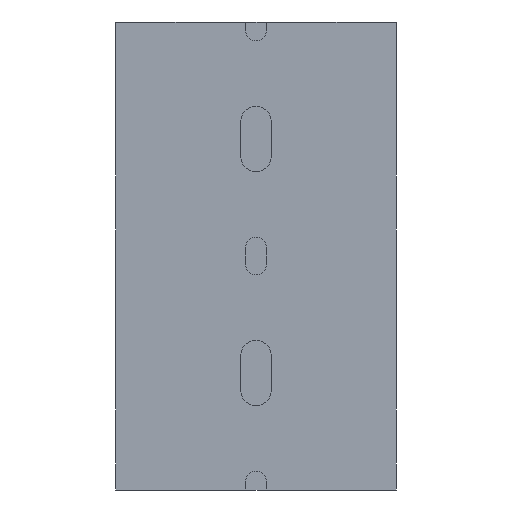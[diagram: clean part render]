
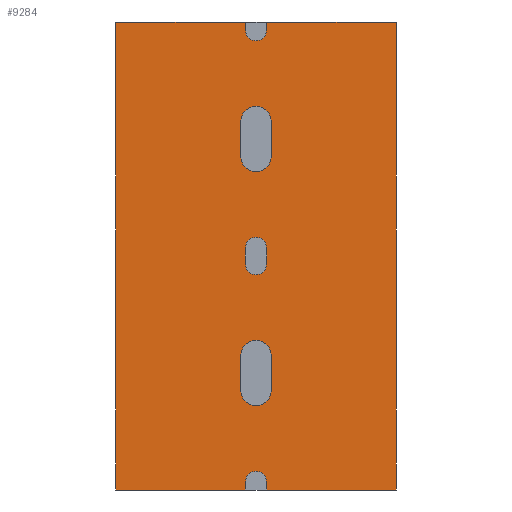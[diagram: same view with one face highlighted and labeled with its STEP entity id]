
A CAD part, front view. The second image highlights one B-rep face of the part: STEP entity #9284.
In plain terms, the highlighted planar face has unit normal (0, -1, 0).
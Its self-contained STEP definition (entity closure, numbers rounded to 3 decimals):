
#30=FACE_BOUND('',#1628,.T.);
#31=FACE_BOUND('',#1629,.T.);
#32=FACE_BOUND('',#1630,.T.);
#678=CIRCLE('',#10126,3.25);
#680=CIRCLE('',#10130,3.25);
#682=CIRCLE('',#10135,2.25);
#685=CIRCLE('',#10141,3.25);
#687=CIRCLE('',#10145,3.25);
#689=CIRCLE('',#10149,2.25);
#691=CIRCLE('',#10154,2.25);
#693=CIRCLE('',#10158,2.25);
#1156=FACE_OUTER_BOUND('',#1627,.T.);
#1627=EDGE_LOOP('',(#8389,#8390,#8391,#8392,#8393,#8394,#8395,#8396,#8397,
#8398,#8399,#8400));
#1628=EDGE_LOOP('',(#8401,#8402,#8403,#8404));
#1629=EDGE_LOOP('',(#8405,#8406,#8407,#8408));
#1630=EDGE_LOOP('',(#8409,#8410,#8411,#8412));
#2112=LINE('',#15196,#3020);
#2246=LINE('',#15481,#3154);
#2437=LINE('',#16063,#3345);
#2441=LINE('',#16073,#3349);
#2445=LINE('',#16085,#3353);
#2449=LINE('',#16095,#3357);
#2451=LINE('',#16101,#3359);
#2454=LINE('',#16109,#3362);
#2462=LINE('',#16128,#3370);
#2466=LINE('',#16140,#3374);
#2471=LINE('',#16153,#3379);
#2473=LINE('',#16161,#3381);
#2477=LINE('',#16170,#3385);
#2482=LINE('',#16183,#3390);
#2488=LINE('',#16199,#3396);
#2508=LINE('',#16242,#3416);
#3020=VECTOR('',#11611,10.);
#3154=VECTOR('',#11965,10.);
#3345=VECTOR('',#12532,10.);
#3349=VECTOR('',#12540,10.);
#3353=VECTOR('',#12552,10.);
#3357=VECTOR('',#12564,10.);
#3359=VECTOR('',#12568,10.);
#3362=VECTOR('',#12579,10.);
#3370=VECTOR('',#12591,10.);
#3374=VECTOR('',#12603,10.);
#3379=VECTOR('',#12616,10.);
#3381=VECTOR('',#12626,10.);
#3385=VECTOR('',#12632,10.);
#3390=VECTOR('',#12645,10.);
#3396=VECTOR('',#12661,10.);
#3416=VECTOR('',#12727,10.);
#4167=VERTEX_POINT('',#15193);
#4168=VERTEX_POINT('',#15195);
#4198=VERTEX_POINT('',#15478);
#4199=VERTEX_POINT('',#15480);
#4301=VERTEX_POINT('',#16060);
#4302=VERTEX_POINT('',#16062);
#4305=VERTEX_POINT('',#16070);
#4306=VERTEX_POINT('',#16072);
#4308=VERTEX_POINT('',#16078);
#4310=VERTEX_POINT('',#16084);
#4312=VERTEX_POINT('',#16093);
#4313=VERTEX_POINT('',#16097);
#4315=VERTEX_POINT('',#16100);
#4324=VERTEX_POINT('',#16125);
#4325=VERTEX_POINT('',#16127);
#4327=VERTEX_POINT('',#16133);
#4329=VERTEX_POINT('',#16139);
#4331=VERTEX_POINT('',#16147);
#4333=VERTEX_POINT('',#16151);
#4335=VERTEX_POINT('',#16157);
#4338=VERTEX_POINT('',#16167);
#4339=VERTEX_POINT('',#16169);
#4341=VERTEX_POINT('',#16175);
#4343=VERTEX_POINT('',#16181);
#5234=EDGE_CURVE('',#4167,#4168,#2112,.T.);
#5376=EDGE_CURVE('',#4199,#4198,#2246,.T.);
#5623=EDGE_CURVE('',#4301,#4302,#2437,.T.);
#5627=EDGE_CURVE('',#4306,#4305,#2441,.T.);
#5630=EDGE_CURVE('',#4308,#4306,#678,.T.);
#5633=EDGE_CURVE('',#4310,#4308,#2445,.T.);
#5636=EDGE_CURVE('',#4305,#4310,#680,.T.);
#5639=EDGE_CURVE('',#4301,#4312,#2449,.T.);
#5641=EDGE_CURVE('',#4315,#4313,#2451,.T.);
#5645=EDGE_CURVE('',#4312,#4315,#682,.T.);
#5646=EDGE_CURVE('',#4168,#4313,#2454,.T.);
#5655=EDGE_CURVE('',#4325,#4324,#2462,.T.);
#5658=EDGE_CURVE('',#4327,#4325,#685,.T.);
#5661=EDGE_CURVE('',#4329,#4327,#2466,.T.);
#5664=EDGE_CURVE('',#4324,#4329,#687,.T.);
#5668=EDGE_CURVE('',#4331,#4333,#2471,.T.);
#5671=EDGE_CURVE('',#4333,#4335,#689,.T.);
#5672=EDGE_CURVE('',#4335,#4199,#2473,.T.);
#5676=EDGE_CURVE('',#4339,#4338,#2477,.T.);
#5680=EDGE_CURVE('',#4338,#4341,#691,.T.);
#5683=EDGE_CURVE('',#4341,#4343,#2482,.T.);
#5685=EDGE_CURVE('',#4343,#4339,#693,.T.);
#5692=EDGE_CURVE('',#4167,#4331,#2488,.T.);
#5712=EDGE_CURVE('',#4198,#4302,#2508,.T.);
#8389=ORIENTED_EDGE('',*,*,#5641,.T.);
#8390=ORIENTED_EDGE('',*,*,#5646,.F.);
#8391=ORIENTED_EDGE('',*,*,#5234,.F.);
#8392=ORIENTED_EDGE('',*,*,#5692,.T.);
#8393=ORIENTED_EDGE('',*,*,#5668,.T.);
#8394=ORIENTED_EDGE('',*,*,#5671,.T.);
#8395=ORIENTED_EDGE('',*,*,#5672,.T.);
#8396=ORIENTED_EDGE('',*,*,#5376,.T.);
#8397=ORIENTED_EDGE('',*,*,#5712,.T.);
#8398=ORIENTED_EDGE('',*,*,#5623,.F.);
#8399=ORIENTED_EDGE('',*,*,#5639,.T.);
#8400=ORIENTED_EDGE('',*,*,#5645,.T.);
#8401=ORIENTED_EDGE('',*,*,#5627,.T.);
#8402=ORIENTED_EDGE('',*,*,#5636,.T.);
#8403=ORIENTED_EDGE('',*,*,#5633,.T.);
#8404=ORIENTED_EDGE('',*,*,#5630,.T.);
#8405=ORIENTED_EDGE('',*,*,#5655,.T.);
#8406=ORIENTED_EDGE('',*,*,#5664,.T.);
#8407=ORIENTED_EDGE('',*,*,#5661,.T.);
#8408=ORIENTED_EDGE('',*,*,#5658,.T.);
#8409=ORIENTED_EDGE('',*,*,#5676,.T.);
#8410=ORIENTED_EDGE('',*,*,#5680,.T.);
#8411=ORIENTED_EDGE('',*,*,#5683,.T.);
#8412=ORIENTED_EDGE('',*,*,#5685,.T.);
#8828=PLANE('',#10184);
#9284=ADVANCED_FACE('',(#1156,#30,#31,#32),#8828,.T.);
#10126=AXIS2_PLACEMENT_3D('',#16079,#12546,#12547);
#10130=AXIS2_PLACEMENT_3D('',#16089,#12558,#12559);
#10135=AXIS2_PLACEMENT_3D('',#16107,#12575,#12576);
#10141=AXIS2_PLACEMENT_3D('',#16134,#12597,#12598);
#10145=AXIS2_PLACEMENT_3D('',#16144,#12609,#12610);
#10149=AXIS2_PLACEMENT_3D('',#16159,#12622,#12623);
#10154=AXIS2_PLACEMENT_3D('',#16177,#12639,#12640);
#10158=AXIS2_PLACEMENT_3D('',#16186,#12650,#12651);
#10184=AXIS2_PLACEMENT_3D('',#16243,#12728,#12729);
#11611=DIRECTION('',(0.,0.,-1.));
#11965=DIRECTION('',(-1.,0.,0.));
#12532=DIRECTION('',(-1.,0.,0.));
#12540=DIRECTION('',(0.,0.,-1.));
#12546=DIRECTION('center_axis',(0.,1.,0.));
#12547=DIRECTION('ref_axis',(1.,0.,0.));
#12552=DIRECTION('',(0.,0.,1.));
#12558=DIRECTION('center_axis',(0.,1.,0.));
#12559=DIRECTION('ref_axis',(-1.,0.,0.));
#12564=DIRECTION('',(0.,0.,1.));
#12568=DIRECTION('',(0.,0.,-1.));
#12575=DIRECTION('center_axis',(0.,1.,0.));
#12576=DIRECTION('ref_axis',(1.,0.,0.));
#12579=DIRECTION('',(-1.,0.,0.));
#12591=DIRECTION('',(0.,0.,-1.));
#12597=DIRECTION('center_axis',(0.,1.,0.));
#12598=DIRECTION('ref_axis',(1.,0.,0.));
#12603=DIRECTION('',(0.,0.,1.));
#12609=DIRECTION('center_axis',(0.,1.,0.));
#12610=DIRECTION('ref_axis',(-1.,0.,0.));
#12616=DIRECTION('',(0.,0.,-1.));
#12622=DIRECTION('center_axis',(0.,1.,0.));
#12623=DIRECTION('ref_axis',(-1.,0.,0.));
#12626=DIRECTION('',(0.,0.,1.));
#12632=DIRECTION('',(0.,0.,-1.));
#12639=DIRECTION('center_axis',(0.,1.,0.));
#12640=DIRECTION('ref_axis',(-1.,0.,0.));
#12645=DIRECTION('',(0.,0.,1.));
#12650=DIRECTION('center_axis',(0.,1.,0.));
#12651=DIRECTION('ref_axis',(1.,0.,0.));
#12661=DIRECTION('',(-1.,0.,0.));
#12727=DIRECTION('',(0.,0.,-1.));
#12728=DIRECTION('center_axis',(0.,-1.,0.));
#12729=DIRECTION('ref_axis',(0.,0.,-1.));
#15193=CARTESIAN_POINT('',(30.,0.,0.));
#15195=CARTESIAN_POINT('',(30.,0.,-100.));
#15196=CARTESIAN_POINT('',(30.,0.,0.));
#15478=CARTESIAN_POINT('',(-30.,0.,0.));
#15480=CARTESIAN_POINT('',(-2.25,0.,0.));
#15481=CARTESIAN_POINT('',(0.,0.,0.));
#16060=CARTESIAN_POINT('',(-2.25,0.,-100.));
#16062=CARTESIAN_POINT('',(-30.,0.,-100.));
#16063=CARTESIAN_POINT('',(0.,0.,-100.));
#16070=CARTESIAN_POINT('',(3.25,0.,-78.75));
#16072=CARTESIAN_POINT('',(3.25,0.,-71.25));
#16073=CARTESIAN_POINT('',(3.25,0.,-39.375));
#16078=CARTESIAN_POINT('',(-3.25,0.,-71.25));
#16079=CARTESIAN_POINT('Origin',(0.,0.,
-71.25));
#16084=CARTESIAN_POINT('',(-3.25,0.,-78.75));
#16085=CARTESIAN_POINT('',(-3.25,0.,-35.625));
#16089=CARTESIAN_POINT('Origin',(0.,0.,
-78.75));
#16093=CARTESIAN_POINT('',(-2.25,0.,-98.25));
#16095=CARTESIAN_POINT('',(-2.25,0.,-49.125));
#16097=CARTESIAN_POINT('',(2.25,0.,-100.));
#16100=CARTESIAN_POINT('',(2.25,0.,-98.25));
#16101=CARTESIAN_POINT('',(2.25,0.,-50.875));
#16107=CARTESIAN_POINT('Origin',(0.,0.,
-98.25));
#16109=CARTESIAN_POINT('',(0.,0.,-100.));
#16125=CARTESIAN_POINT('',(3.25,0.,-28.75));
#16127=CARTESIAN_POINT('',(3.25,0.,-21.25));
#16128=CARTESIAN_POINT('',(3.25,0.,-14.375));
#16133=CARTESIAN_POINT('',(-3.25,0.,-21.25));
#16134=CARTESIAN_POINT('Origin',(0.,0.,
-21.25));
#16139=CARTESIAN_POINT('',(-3.25,0.,-28.75));
#16140=CARTESIAN_POINT('',(-3.25,0.,-10.625));
#16144=CARTESIAN_POINT('Origin',(0.,0.,
-28.75));
#16147=CARTESIAN_POINT('',(2.25,0.,0.));
#16151=CARTESIAN_POINT('',(2.25,0.,-1.75));
#16153=CARTESIAN_POINT('',(2.25,0.,-0.875));
#16157=CARTESIAN_POINT('',(-2.25,0.,-1.75));
#16159=CARTESIAN_POINT('Origin',(0.,0.,
-1.75));
#16161=CARTESIAN_POINT('',(-2.25,0.,0.875));
#16167=CARTESIAN_POINT('',(2.25,0.,-51.75));
#16169=CARTESIAN_POINT('',(2.25,0.,-48.25));
#16170=CARTESIAN_POINT('',(2.25,0.,-25.875));
#16175=CARTESIAN_POINT('',(-2.25,0.,-51.75));
#16177=CARTESIAN_POINT('Origin',(0.,0.,
-51.75));
#16181=CARTESIAN_POINT('',(-2.25,0.,-48.25));
#16183=CARTESIAN_POINT('',(-2.25,0.,-24.125));
#16186=CARTESIAN_POINT('Origin',(0.,0.,
-48.25));
#16199=CARTESIAN_POINT('',(0.,0.,0.));
#16242=CARTESIAN_POINT('',(-30.,0.,0.));
#16243=CARTESIAN_POINT('Origin',(-30.,0.,0.));
